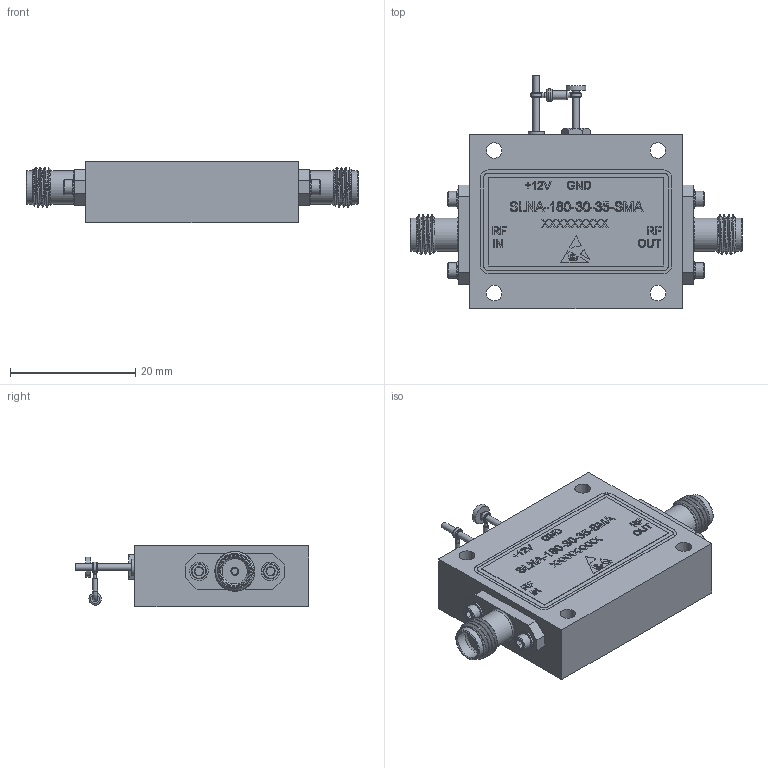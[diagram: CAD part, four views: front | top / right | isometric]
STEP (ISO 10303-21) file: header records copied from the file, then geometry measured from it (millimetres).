
FILE_DESCRIPTION (( 'STEP AP203' ), '1' );
FILE_NAME ('SLNA-180-30-35-SMA_3D.step', '2021-08-12T17:56:59', ( '' ), ( '' ), 'SwSTEP 2.0', 'SolidWorks 2021', '' );
FILE_SCHEMA (( 'CONFIG_CONTROL_DESIGN' ));
Length unit declared in the file: inch
Products named in the file (1): SLNA-180-30-35-SMA_3D
Bounding box: 53.01 x 37.29 x 9.78 mm (x, y, z)
Volume: 9614.1 mm3; surface area: 4349.2 mm2
Topology: 1 solids, 7 shells, 911 faces, 2330 edges, 1532 vertices
Faces by surface type: plane 535, bspline 240, cylinder 77, cone 48, torus 11
Full cylindrical faces by diameter (mm): 0.508 x3, 0.762 x3, 1.016 x6, 1.27 x4, 1.412 x1, 1.524 x12, 1.854 x4, 1.984 x1, 2.438 x4, 2.489 x4, 2.54 x1, 2.946 x4, 3.15 x1, 4.521 x2, 5.08 x2, 5.334 x4
Entity records: 41546 total; most frequent: CARTESIAN_POINT 21855, ORIENTED_EDGE 4368, DIRECTION 3155, EDGE_CURVE 2184, VERTEX_POINT 1471, LINE 1437, VECTOR 1437, EDGE_LOOP 1093
